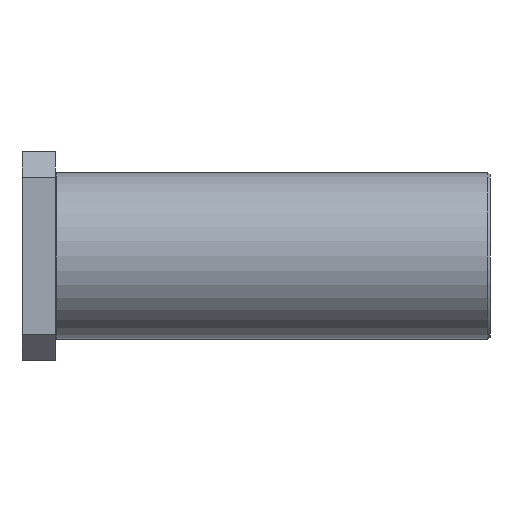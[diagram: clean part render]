
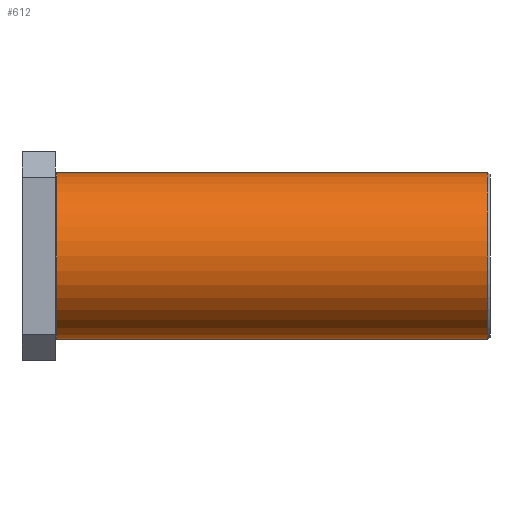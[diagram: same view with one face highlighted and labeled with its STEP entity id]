
A CAD part, front view. The second image highlights one B-rep face of the part: STEP entity #612.
In plain terms, the highlighted cylindrical face has radius 20 mm (diameter 40 mm), a partial arc.
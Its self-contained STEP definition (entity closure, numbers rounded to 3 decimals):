
#34 = ORIENTED_EDGE ( 'NONE', *, *, #713, .F. ) ;
#35 = ORIENTED_EDGE ( 'NONE', *, *, #711, .T. ) ;
#116 = CARTESIAN_POINT ( 'NONE',  ( 8.3, 0., 0. ) ) ;
#133 = CARTESIAN_POINT ( 'NONE',  ( 111.5, 0., 20. ) ) ;
#166 = VERTEX_POINT ( 'NONE', #179 ) ;
#179 = CARTESIAN_POINT ( 'NONE',  ( 8.3, 0., 20. ) ) ;
#250 = DIRECTION ( 'NONE',  ( -1., 0., 0. ) ) ;
#253 = DIRECTION ( 'NONE',  ( 0., 0., 1. ) ) ;
#278 = CARTESIAN_POINT ( 'NONE',  ( 112., 0., 0. ) ) ;
#284 = DIRECTION ( 'NONE',  ( -1., 0., 0. ) ) ;
#285 = VERTEX_POINT ( 'NONE', #133 ) ;
#313 = CARTESIAN_POINT ( 'NONE',  ( 8.3, 0., -20. ) ) ;
#326 = CARTESIAN_POINT ( 'NONE',  ( 112., 0., 20. ) ) ;
#364 = CARTESIAN_POINT ( 'NONE',  ( 111.5, 0., -20. ) ) ;
#370 = VERTEX_POINT ( 'NONE', #313 ) ;
#382 = DIRECTION ( 'NONE',  ( 1., 0., 0. ) ) ;
#384 = DIRECTION ( 'NONE',  ( 0., 0., -1. ) ) ;
#407 = VERTEX_POINT ( 'NONE', #364 ) ;
#450 = CIRCLE ( 'NONE', #935, 20. ) ;
#509 = CIRCLE ( 'NONE', #918, 20. ) ;
#510 = LINE ( 'NONE', #1191, #511 ) ;
#511 = VECTOR ( 'NONE', #1329, 1000. ) ;
#612 = ADVANCED_FACE ( 'NONE', ( #1044 ), #1032, .T. ) ;
#668 = EDGE_CURVE ( 'NONE', #285, #166, #1130, .T. ) ;
#675 = EDGE_CURVE ( 'NONE', #166, #370, #450, .T. ) ;
#711 = EDGE_CURVE ( 'NONE', #407, #285, #509, .T. ) ;
#713 = EDGE_CURVE ( 'NONE', #407, #370, #510, .T. ) ;
#851 = ORIENTED_EDGE ( 'NONE', *, *, #675, .T. ) ;
#866 = ORIENTED_EDGE ( 'NONE', *, *, #668, .T. ) ;
#913 = EDGE_LOOP ( 'NONE', ( #34, #35, #866, #851 ) ) ;
#918 = AXIS2_PLACEMENT_3D ( 'NONE', #1296, #1344, #1297 ) ;
#935 = AXIS2_PLACEMENT_3D ( 'NONE', #116, #382, #384 ) ;
#977 = AXIS2_PLACEMENT_3D ( 'NONE', #278, #284, #253 ) ;
#1032 = CYLINDRICAL_SURFACE ( 'NONE', #977, 20. ) ;
#1044 = FACE_OUTER_BOUND ( 'NONE', #913, .T. ) ;
#1130 = LINE ( 'NONE', #326, #1135 ) ;
#1135 = VECTOR ( 'NONE', #250, 1000. ) ;
#1191 = CARTESIAN_POINT ( 'NONE',  ( 112., 0., -20. ) ) ;
#1296 = CARTESIAN_POINT ( 'NONE',  ( 111.5, 0., 0. ) ) ;
#1297 = DIRECTION ( 'NONE',  ( 0., 0., -1. ) ) ;
#1329 = DIRECTION ( 'NONE',  ( -1., 0., 0. ) ) ;
#1344 = DIRECTION ( 'NONE',  ( -1., 0., 0. ) ) ;
